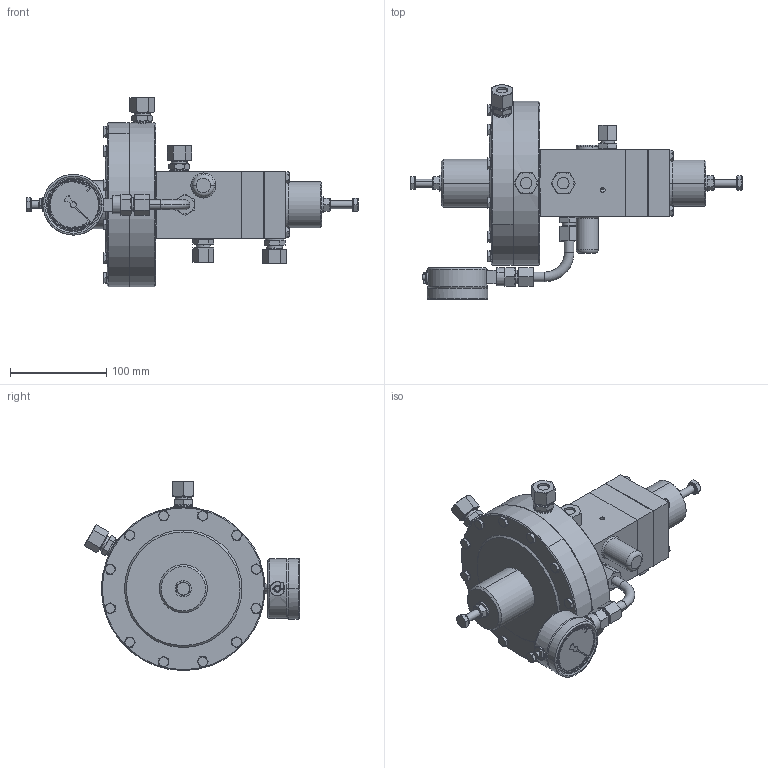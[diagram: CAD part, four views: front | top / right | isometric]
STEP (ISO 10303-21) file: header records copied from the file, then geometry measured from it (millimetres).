
FILE_DESCRIPTION (( 'STEP AP214' ), '1' );
FILE_NAME ('RMG625_LP.STEP', '2016-02-23T07:17:54', ( 'Honeywell' ), ( 'Honeywell' ), 'SwSTEP 2.0', 'SolidWorks 2015', '' );
FILE_SCHEMA (( 'AUTOMOTIVE_DESIGN' ));
Length unit declared in the file: millimetre
Products named in the file (1): RMG625_LP
Bounding box: 344.77 x 223.29 x 196.5 mm (x, y, z)
Volume: 2187880.4 mm3; surface area: 184659.7 mm2
Topology: 1 solids, 1 shells, 1045 faces, 2352 edges, 1389 vertices
Faces by surface type: plane 469, cone 337, cylinder 167, bspline 60, torus 12
Entity records: 33244 total; most frequent: CARTESIAN_POINT 10792, ORIENTED_EDGE 4704, DIRECTION 4306, EDGE_CURVE 2352, AXIS2_PLACEMENT_3D 1729, VERTEX_POINT 1389, EDGE_LOOP 1157, FACE_OUTER_BOUND 1045
